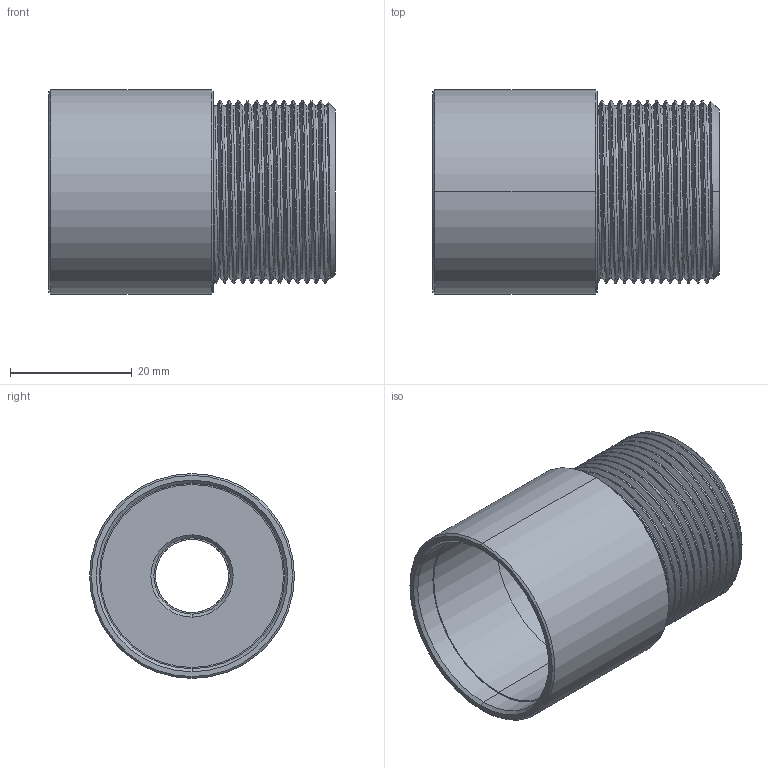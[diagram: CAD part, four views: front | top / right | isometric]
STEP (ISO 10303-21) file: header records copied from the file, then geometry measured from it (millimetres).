
FILE_DESCRIPTION (( 'STEP AP214' ), '1' );
FILE_NAME ('U1903248-48.STEP', '2017-07-25T07:03:26', ( 'compete' ), ( 'Hewlett-Packard Company' ), 'SwSTEP 2.0', 'SolidWorks 2017', '' );
FILE_SCHEMA (( 'AUTOMOTIVE_DESIGN' ));
Length unit declared in the file: millimetre
Products named in the file (6): Adapter_U19xxx48-48_A1_1032-A1; Skraber_CH56 PT 12 X 22 X 5,3; Leje_MU-B TFP 121410; Oring_ORING 13,94 X 2,62; U1903248-48; Stempelstangstætning_EB1033N3580
Assembly tree (5 placements, depth 2):
  U1903248-48
    Adapter_U19xxx48-48_A1_1032-A1
    Leje_MU-B TFP 121410
    Skraber_CH56 PT 12 X 22 X 5,3
    Oring_ORING 13,94 X 2,62
    Stempelstangstætning_EB1033N3580
Bounding box: 47 x 33.6 x 33.6 mm (x, y, z)
Volume: 17869.7 mm3; surface area: 14663.3 mm2
Topology: 5 solids, 5 shells, 123 faces, 275 edges, 168 vertices
Faces by surface type: cylinder 60, cone 26, torus 18, plane 16, bspline 3
Entity records: 9552 total; most frequent: CARTESIAN_POINT 6597, DIRECTION 597, ORIENTED_EDGE 550, EDGE_CURVE 275, AXIS2_PLACEMENT_3D 256, VERTEX_POINT 168, EDGE_LOOP 139, CIRCLE 128
